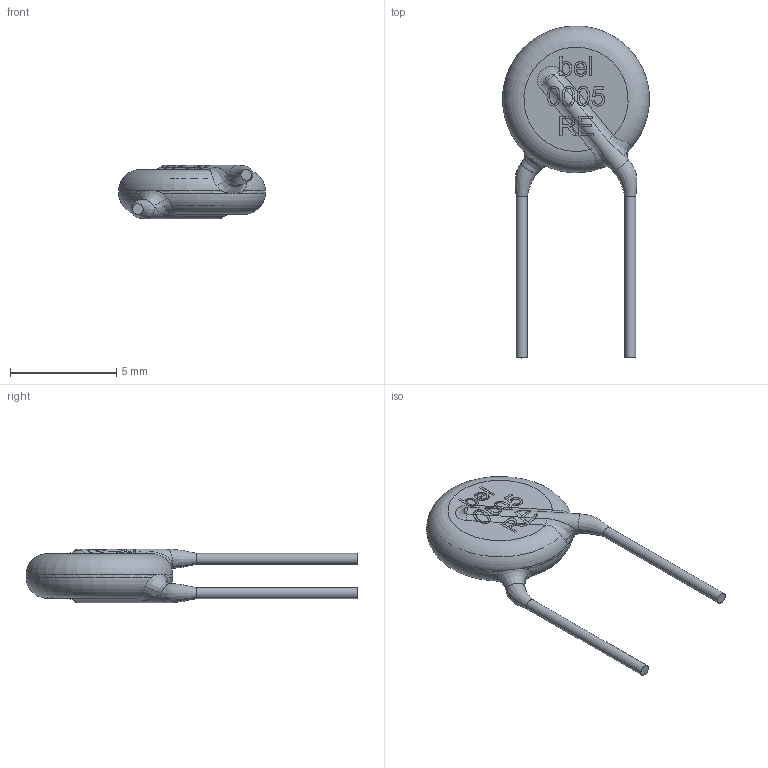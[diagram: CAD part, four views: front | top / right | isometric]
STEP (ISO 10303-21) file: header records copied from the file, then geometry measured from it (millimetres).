
FILE_DESCRIPTION(/* description */ (''),/* implementation_level */ '2;1');
FILE_NAME(/* name */ '0ZRE0005FF1C.step',/* time_stamp */ '2023-10-30T16:57:59+08:00',/* author */ (''),/* organization */ (''),/* preprocessor_version */ 'ST-DEVELOPER v20',/* originating_system */ 'Autodesk Translation Framework v12.14.0.127',/* authorisation */ '');
FILE_SCHEMA (('AUTOMOTIVE_DESIGN { 1 0 10303 214 3 1 1 }'));
Length unit declared in the file: millimetre
Products named in the file (4): 005; PPTC; ELECTRODE; COATING
Assembly tree (3 placements, depth 2):
  005
    PPTC
    ELECTRODE
    COATING
Bounding box: 6.89 x 15.59 x 2.52 mm (x, y, z)
Volume: 76.7 mm3; surface area: 470.1 mm2
Topology: 4 solids, 4 shells, 272 faces, 751 edges, 492 vertices
Faces by surface type: bspline 143, plane 67, cylinder 54, torus 8
Full cylindrical faces by diameter (mm): 0.51 x8, 6.4 x4
Entity records: 13395 total; most frequent: CARTESIAN_POINT 7325, ORIENTED_EDGE 1498, DIRECTION 789, EDGE_CURVE 749, VERTEX_POINT 490, B_SPLINE_CURVE_WITH_KNOTS 345, LINE 291, VECTOR 291
